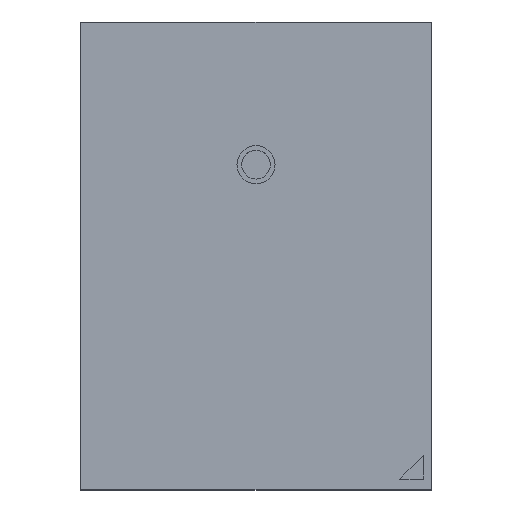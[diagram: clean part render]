
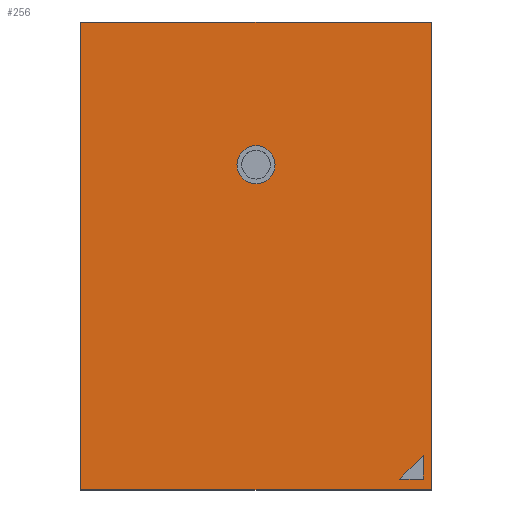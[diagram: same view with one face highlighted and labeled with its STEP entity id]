
A CAD part, top view. The second image highlights one B-rep face of the part: STEP entity #256.
In plain terms, the highlighted planar face has unit normal (0, 0, 1).
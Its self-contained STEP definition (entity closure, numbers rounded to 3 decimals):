
#29=FACE_BOUND('',#70,.T.);
#37=PLANE('',#303);
#52=FACE_OUTER_BOUND('',#69,.T.);
#69=EDGE_LOOP('',(#208,#209,#210,#211));
#70=EDGE_LOOP('',(#212));
#84=LINE('',#413,#108);
#88=LINE('',#421,#112);
#91=LINE('',#427,#115);
#94=LINE('',#432,#118);
#108=VECTOR('',#336,10.);
#112=VECTOR('',#342,10.);
#115=VECTOR('',#347,10.);
#118=VECTOR('',#352,10.);
#131=CIRCLE('',#296,0.123);
#137=VERTEX_POINT('',#404);
#139=VERTEX_POINT('',#411);
#140=VERTEX_POINT('',#412);
#143=VERTEX_POINT('',#420);
#145=VERTEX_POINT('',#426);
#157=EDGE_CURVE('',#137,#137,#131,.T.);
#160=EDGE_CURVE('',#139,#140,#84,.T.);
#164=EDGE_CURVE('',#143,#139,#88,.T.);
#167=EDGE_CURVE('',#145,#143,#91,.T.);
#170=EDGE_CURVE('',#140,#145,#94,.T.);
#208=ORIENTED_EDGE('',*,*,#170,.F.);
#209=ORIENTED_EDGE('',*,*,#160,.F.);
#210=ORIENTED_EDGE('',*,*,#164,.F.);
#211=ORIENTED_EDGE('',*,*,#167,.F.);
#212=ORIENTED_EDGE('',*,*,#157,.T.);
#256=ADVANCED_FACE('',(#52,#29),#37,.T.);
#296=AXIS2_PLACEMENT_3D('',#405,#327,#328);
#303=AXIS2_PLACEMENT_3D('',#434,#354,#355);
#327=DIRECTION('center_axis',(0.,0.,-1.));
#328=DIRECTION('ref_axis',(1.,0.,0.));
#336=DIRECTION('',(0.,1.,0.));
#342=DIRECTION('',(-1.,0.,0.));
#347=DIRECTION('',(0.,-1.,0.));
#352=DIRECTION('',(1.,0.,0.));
#354=DIRECTION('center_axis',(0.,0.,1.));
#355=DIRECTION('ref_axis',(1.,0.,0.));
#404=CARTESIAN_POINT('',(-0.123,0.78,0.));
#405=CARTESIAN_POINT('Origin',(0.,0.78,0.));
#411=CARTESIAN_POINT('',(-1.5,-2.,0.));
#412=CARTESIAN_POINT('',(-1.5,2.,0.));
#413=CARTESIAN_POINT('',(-1.5,-2.,0.));
#420=CARTESIAN_POINT('',(1.5,-2.,0.));
#421=CARTESIAN_POINT('',(1.5,-2.,0.));
#426=CARTESIAN_POINT('',(1.5,2.,0.));
#427=CARTESIAN_POINT('',(1.5,2.,0.));
#432=CARTESIAN_POINT('',(-1.5,2.,0.));
#434=CARTESIAN_POINT('Origin',(0.,0.,0.));
